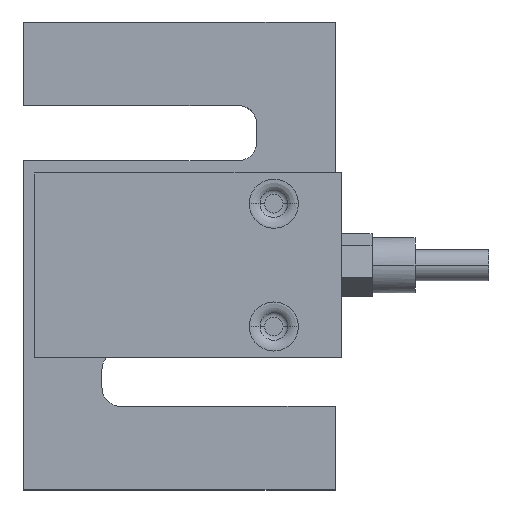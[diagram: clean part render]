
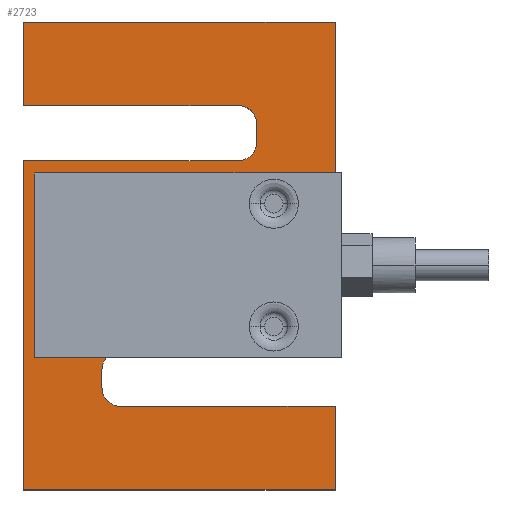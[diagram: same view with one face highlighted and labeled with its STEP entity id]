
A CAD part, top view. The second image highlights one B-rep face of the part: STEP entity #2723.
In plain terms, the highlighted planar face has unit normal (0, 0, 1).
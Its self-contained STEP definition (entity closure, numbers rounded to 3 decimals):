
#85 = DIRECTION ( 'NONE',  ( 0., -1., 0. ) ) ;
#125 = ORIENTED_EDGE ( 'NONE', *, *, #1353, .T. ) ;
#130 = ORIENTED_EDGE ( 'NONE', *, *, #2679, .T. ) ;
#133 = EDGE_CURVE ( 'NONE', #730, #1666, #753, .T. ) ;
#175 = ORIENTED_EDGE ( 'NONE', *, *, #133, .T. ) ;
#222 = CIRCLE ( 'NONE', #3493, 3. ) ;
#252 = DIRECTION ( 'NONE',  ( 0., 0., -1. ) ) ;
#316 = CIRCLE ( 'NONE', #1876, 3. ) ;
#346 = DIRECTION ( 'NONE',  ( 0., 0., -1. ) ) ;
#386 = ORIENTED_EDGE ( 'NONE', *, *, #1444, .T. ) ;
#391 = VERTEX_POINT ( 'NONE', #2842 ) ;
#406 = CARTESIAN_POINT ( 'NONE',  ( -2.673, 14.711, 34.108 ) ) ;
#410 = CIRCLE ( 'NONE', #1447, 3. ) ;
#419 = CARTESIAN_POINT ( 'NONE',  ( -18.473, -7.889, 34.108 ) ) ;
#465 = CARTESIAN_POINT ( 'NONE',  ( 32.327, 68.311, 34.108 ) ) ;
#468 = CARTESIAN_POINT ( 'NONE',  ( 16.527, 45.711, 34.108 ) ) ;
#525 = ORIENTED_EDGE ( 'NONE', *, *, #3256, .T. ) ;
#541 = CARTESIAN_POINT ( 'NONE',  ( 32.327, 14.711, 34.108 ) ) ;
#578 = CARTESIAN_POINT ( 'NONE',  ( -18.473, 68.311, 34.108 ) ) ;
#658 = VERTEX_POINT ( 'NONE', #406 ) ;
#677 = DIRECTION ( 'NONE',  ( -1., 0., 0. ) ) ;
#730 = VERTEX_POINT ( 'NONE', #1759 ) ;
#753 = LINE ( 'NONE', #468, #4066 ) ;
#763 = DIRECTION ( 'NONE',  ( -1., 0., 0. ) ) ;
#787 = EDGE_CURVE ( 'NONE', #391, #1239, #3095, .T. ) ;
#855 = CARTESIAN_POINT ( 'NONE',  ( 16.527, 54.711, 34.108 ) ) ;
#863 = VERTEX_POINT ( 'NONE', #1480 ) ;
#940 = CARTESIAN_POINT ( 'NONE',  ( -18.473, 54.711, 34.108 ) ) ;
#979 = DIRECTION ( 'NONE',  ( 0., 1., 0. ) ) ;
#985 = VECTOR ( 'NONE', #3310, 1000. ) ;
#1020 = VERTEX_POINT ( 'NONE', #3579 ) ;
#1056 = DIRECTION ( 'NONE',  ( -1., 0., 0. ) ) ;
#1239 = VERTEX_POINT ( 'NONE', #3785 ) ;
#1276 = EDGE_CURVE ( 'NONE', #1877, #391, #316, .T. ) ;
#1290 = EDGE_CURVE ( 'NONE', #3877, #863, #1311, .T. ) ;
#1298 = EDGE_CURVE ( 'NONE', #2860, #2932, #3078, .T. ) ;
#1311 = LINE ( 'NONE', #541, #3179 ) ;
#1318 = VERTEX_POINT ( 'NONE', #2477 ) ;
#1353 = EDGE_CURVE ( 'NONE', #658, #3877, #2125, .T. ) ;
#1374 = CARTESIAN_POINT ( 'NONE',  ( -2.673, 11.711, 34.108 ) ) ;
#1379 = CARTESIAN_POINT ( 'NONE',  ( 32.327, 14.711, 34.108 ) ) ;
#1409 = VERTEX_POINT ( 'NONE', #2133 ) ;
#1411 = VECTOR ( 'NONE', #85, 1000. ) ;
#1444 = EDGE_CURVE ( 'NONE', #1457, #1825, #2121, .T. ) ;
#1447 = AXIS2_PLACEMENT_3D ( 'NONE', #1374, #2362, #1056 ) ;
#1457 = VERTEX_POINT ( 'NONE', #578 ) ;
#1459 = CARTESIAN_POINT ( 'NONE',  ( 32.327, 5.711, 34.108 ) ) ;
#1480 = CARTESIAN_POINT ( 'NONE',  ( 32.327, 68.311, 34.108 ) ) ;
#1489 = EDGE_CURVE ( 'NONE', #1666, #2860, #3272, .T. ) ;
#1568 = LINE ( 'NONE', #940, #2132 ) ;
#1572 = AXIS2_PLACEMENT_3D ( 'NONE', #2602, #346, #677 ) ;
#1604 = ORIENTED_EDGE ( 'NONE', *, *, #4087, .T. ) ;
#1666 = VERTEX_POINT ( 'NONE', #1947 ) ;
#1674 = DIRECTION ( 'NONE',  ( -1., 0., 0. ) ) ;
#1692 = DIRECTION ( 'NONE',  ( 0., 0., -1. ) ) ;
#1716 = CARTESIAN_POINT ( 'NONE',  ( -2.673, 8.711, 34.108 ) ) ;
#1736 = CARTESIAN_POINT ( 'NONE',  ( 19.527, 51.711, 34.108 ) ) ;
#1759 = CARTESIAN_POINT ( 'NONE',  ( 16.527, 45.711, 34.108 ) ) ;
#1790 = ORIENTED_EDGE ( 'NONE', *, *, #3157, .T. ) ;
#1822 = VECTOR ( 'NONE', #1674, 1000. ) ;
#1825 = VERTEX_POINT ( 'NONE', #2780 ) ;
#1829 = CARTESIAN_POINT ( 'NONE',  ( -18.473, -7.889, 34.108 ) ) ;
#1847 = LINE ( 'NONE', #2993, #985 ) ;
#1858 = CIRCLE ( 'NONE', #3404, 3. ) ;
#1876 = AXIS2_PLACEMENT_3D ( 'NONE', #2768, #252, #2495 ) ;
#1877 = VERTEX_POINT ( 'NONE', #855 ) ;
#1887 = VECTOR ( 'NONE', #2399, 1000. ) ;
#1891 = ORIENTED_EDGE ( 'NONE', *, *, #1489, .T. ) ;
#1908 = ORIENTED_EDGE ( 'NONE', *, *, #1276, .T. ) ;
#1922 = ORIENTED_EDGE ( 'NONE', *, *, #3117, .T. ) ;
#1947 = CARTESIAN_POINT ( 'NONE',  ( -18.473, 45.711, 34.108 ) ) ;
#2121 = LINE ( 'NONE', #2859, #3384 ) ;
#2125 = LINE ( 'NONE', #3413, #3973 ) ;
#2132 = VECTOR ( 'NONE', #2589, 1000. ) ;
#2133 = CARTESIAN_POINT ( 'NONE',  ( -5.673, 11.711, 34.108 ) ) ;
#2230 = ORIENTED_EDGE ( 'NONE', *, *, #2742, .T. ) ;
#2273 = PLANE ( 'NONE',  #1572 ) ;
#2275 = VECTOR ( 'NONE', #2508, 1000. ) ;
#2362 = DIRECTION ( 'NONE',  ( 0., 0., -1. ) ) ;
#2399 = DIRECTION ( 'NONE',  ( 0., -1., 0. ) ) ;
#2477 = CARTESIAN_POINT ( 'NONE',  ( -2.673, 5.711, 34.108 ) ) ;
#2483 = LINE ( 'NONE', #3789, #3347 ) ;
#2495 = DIRECTION ( 'NONE',  ( -1., 0., 0. ) ) ;
#2508 = DIRECTION ( 'NONE',  ( 1., 0., 0. ) ) ;
#2559 = LINE ( 'NONE', #465, #2964 ) ;
#2589 = DIRECTION ( 'NONE',  ( 1., 0., 0. ) ) ;
#2602 = CARTESIAN_POINT ( 'NONE',  ( 16.527, 51.711, 34.108 ) ) ;
#2679 = EDGE_CURVE ( 'NONE', #2932, #3539, #2483, .T. ) ;
#2708 = DIRECTION ( 'NONE',  ( -1., 0., 0. ) ) ;
#2723 = ADVANCED_FACE ( 'NONE', ( #3984 ), #2273, .F. ) ;
#2742 = EDGE_CURVE ( 'NONE', #1825, #1877, #1568, .T. ) ;
#2768 = CARTESIAN_POINT ( 'NONE',  ( 16.527, 51.711, 34.108 ) ) ;
#2780 = CARTESIAN_POINT ( 'NONE',  ( -18.473, 54.711, 34.108 ) ) ;
#2813 = ORIENTED_EDGE ( 'NONE', *, *, #1290, .T. ) ;
#2842 = CARTESIAN_POINT ( 'NONE',  ( 19.527, 51.711, 34.108 ) ) ;
#2859 = CARTESIAN_POINT ( 'NONE',  ( -18.473, 68.311, 34.108 ) ) ;
#2860 = VERTEX_POINT ( 'NONE', #419 ) ;
#2890 = EDGE_CURVE ( 'NONE', #3539, #1318, #3341, .T. ) ;
#2917 = CARTESIAN_POINT ( 'NONE',  ( -18.473, 45.711, 34.108 ) ) ;
#2932 = VERTEX_POINT ( 'NONE', #3636 ) ;
#2964 = VECTOR ( 'NONE', #2969, 1000. ) ;
#2969 = DIRECTION ( 'NONE',  ( -1., 0., 0. ) ) ;
#2989 = CARTESIAN_POINT ( 'NONE',  ( 16.527, 48.711, 34.108 ) ) ;
#2993 = CARTESIAN_POINT ( 'NONE',  ( -5.673, 11.711, 34.108 ) ) ;
#3078 = LINE ( 'NONE', #1829, #2275 ) ;
#3095 = LINE ( 'NONE', #1736, #1887 ) ;
#3117 = EDGE_CURVE ( 'NONE', #1318, #1020, #1858, .T. ) ;
#3157 = EDGE_CURVE ( 'NONE', #1409, #658, #410, .T. ) ;
#3179 = VECTOR ( 'NONE', #3441, 1000. ) ;
#3251 = EDGE_LOOP ( 'NONE', ( #525, #386, #2230, #1908, #3533, #1604, #175, #1891, #3591, #130, #4038, #1922, #3361, #1790, #125, #2813 ) ) ;
#3256 = EDGE_CURVE ( 'NONE', #863, #1457, #2559, .T. ) ;
#3272 = LINE ( 'NONE', #2917, #1411 ) ;
#3310 = DIRECTION ( 'NONE',  ( 0., 1., 0. ) ) ;
#3341 = LINE ( 'NONE', #3611, #1822 ) ;
#3343 = DIRECTION ( 'NONE',  ( 0., 0., -1. ) ) ;
#3347 = VECTOR ( 'NONE', #979, 1000. ) ;
#3361 = ORIENTED_EDGE ( 'NONE', *, *, #3875, .T. ) ;
#3384 = VECTOR ( 'NONE', #3520, 1000. ) ;
#3404 = AXIS2_PLACEMENT_3D ( 'NONE', #1716, #3343, #763 ) ;
#3413 = CARTESIAN_POINT ( 'NONE',  ( -2.673, 14.711, 34.108 ) ) ;
#3424 = DIRECTION ( 'NONE',  ( 1., 0., 0. ) ) ;
#3441 = DIRECTION ( 'NONE',  ( 0., 1., 0. ) ) ;
#3493 = AXIS2_PLACEMENT_3D ( 'NONE', #2989, #1692, #3940 ) ;
#3520 = DIRECTION ( 'NONE',  ( 0., -1., 0. ) ) ;
#3533 = ORIENTED_EDGE ( 'NONE', *, *, #787, .T. ) ;
#3539 = VERTEX_POINT ( 'NONE', #1459 ) ;
#3579 = CARTESIAN_POINT ( 'NONE',  ( -5.673, 8.711, 34.108 ) ) ;
#3591 = ORIENTED_EDGE ( 'NONE', *, *, #1298, .T. ) ;
#3611 = CARTESIAN_POINT ( 'NONE',  ( 32.327, 5.711, 34.108 ) ) ;
#3636 = CARTESIAN_POINT ( 'NONE',  ( 32.327, -7.889, 34.108 ) ) ;
#3785 = CARTESIAN_POINT ( 'NONE',  ( 19.527, 48.711, 34.108 ) ) ;
#3789 = CARTESIAN_POINT ( 'NONE',  ( 32.327, -7.889, 34.108 ) ) ;
#3875 = EDGE_CURVE ( 'NONE', #1020, #1409, #1847, .T. ) ;
#3877 = VERTEX_POINT ( 'NONE', #1379 ) ;
#3940 = DIRECTION ( 'NONE',  ( -1., 0., 0. ) ) ;
#3973 = VECTOR ( 'NONE', #3424, 1000. ) ;
#3984 = FACE_OUTER_BOUND ( 'NONE', #3251, .T. ) ;
#4038 = ORIENTED_EDGE ( 'NONE', *, *, #2890, .T. ) ;
#4066 = VECTOR ( 'NONE', #2708, 1000. ) ;
#4087 = EDGE_CURVE ( 'NONE', #1239, #730, #222, .T. ) ;
